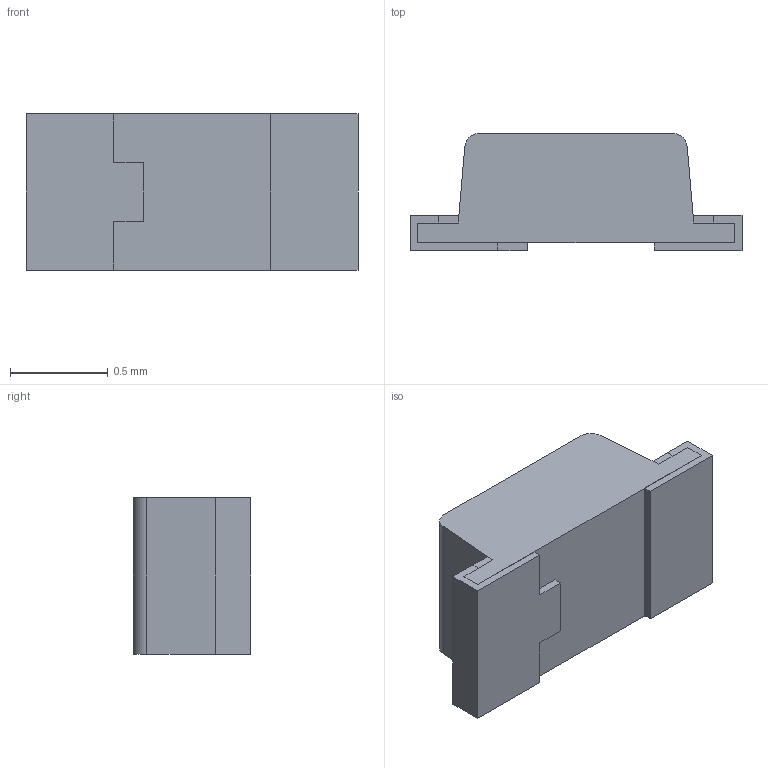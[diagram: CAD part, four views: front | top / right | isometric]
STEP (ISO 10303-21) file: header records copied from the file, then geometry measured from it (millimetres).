
FILE_DESCRIPTION (( 'STEP AP214' ), '1' );
FILE_NAME ('ALS-PT19-315C(slash)L177(slash)TR8.STEP', '2021-02-27T01:23:16', ( '' ), ( '' ), 'SwSTEP 2.0', 'SolidWorks 2017', '' );
FILE_SCHEMA (( 'AUTOMOTIVE_DESIGN' ));
Length unit declared in the file: millimetre
Products named in the file (1): ALS-PT19-315C(slash)L177(slash)TR8
Bounding box: 1.7 x 0.6 x 0.8 mm (x, y, z)
Volume: 0.6 mm3; surface area: 7.8 mm2
Topology: 5 solids, 5 shells, 50 faces, 120 edges, 80 vertices
Faces by surface type: plane 48, cylinder 2
Entity records: 1498 total; most frequent: CARTESIAN_POINT 251, ORIENTED_EDGE 240, DIRECTION 226, EDGE_CURVE 120, LINE 116, VECTOR 116, VERTEX_POINT 80, AXIS2_PLACEMENT_3D 55
